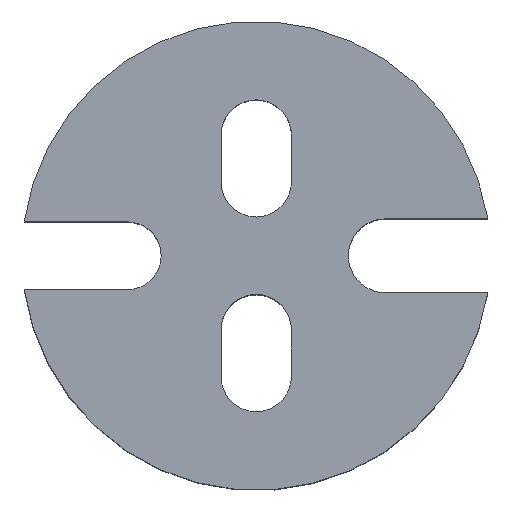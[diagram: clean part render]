
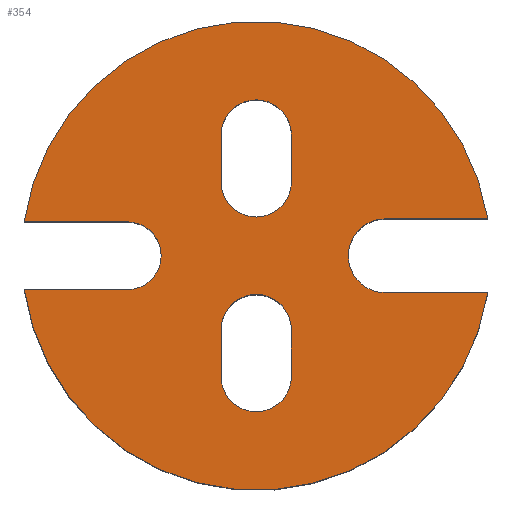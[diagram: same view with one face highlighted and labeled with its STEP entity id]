
A CAD part, top view. The second image highlights one B-rep face of the part: STEP entity #354.
In plain terms, the highlighted planar face has unit normal (0, 0, 1).
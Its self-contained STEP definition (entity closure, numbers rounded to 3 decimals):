
#21=FACE_BOUND('',#71,.T.);
#22=FACE_BOUND('',#72,.T.);
#32=PLANE('',#390);
#50=FACE_OUTER_BOUND('',#70,.T.);
#70=EDGE_LOOP('',(#313,#314,#315,#316,#317,#318,#319,#320));
#71=EDGE_LOOP('',(#321,#322,#323,#324));
#72=EDGE_LOOP('',(#325,#326,#327,#328));
#77=LINE('',#508,#109);
#80=LINE('',#517,#112);
#85=LINE('',#532,#117);
#88=LINE('',#541,#120);
#92=LINE('',#555,#124);
#96=LINE('',#567,#128);
#100=LINE('',#579,#132);
#104=LINE('',#589,#136);
#109=VECTOR('',#405,0.508);
#112=VECTOR('',#416,0.508);
#117=VECTOR('',#429,0.508);
#120=VECTOR('',#440,0.508);
#124=VECTOR('',#452,1.111);
#128=VECTOR('',#464,1.116);
#132=VECTOR('',#476,1.116);
#136=VECTOR('',#488,1.111);
#138=CIRCLE('',#359,0.381);
#140=CIRCLE('',#363,0.381);
#142=CIRCLE('',#367,0.381);
#144=CIRCLE('',#371,0.381);
#146=CIRCLE('',#375,0.4);
#148=CIRCLE('',#379,2.54);
#150=CIRCLE('',#383,0.367);
#152=CIRCLE('',#387,2.54);
#155=VERTEX_POINT('',#498);
#156=VERTEX_POINT('',#500);
#158=VERTEX_POINT('',#506);
#160=VERTEX_POINT('',#512);
#163=VERTEX_POINT('',#522);
#164=VERTEX_POINT('',#524);
#166=VERTEX_POINT('',#530);
#168=VERTEX_POINT('',#536);
#171=VERTEX_POINT('',#546);
#172=VERTEX_POINT('',#548);
#174=VERTEX_POINT('',#554);
#176=VERTEX_POINT('',#560);
#178=VERTEX_POINT('',#566);
#180=VERTEX_POINT('',#572);
#182=VERTEX_POINT('',#578);
#184=VERTEX_POINT('',#584);
#187=EDGE_CURVE('',#156,#155,#138,.T.);
#191=EDGE_CURVE('',#155,#158,#77,.T.);
#194=EDGE_CURVE('',#158,#160,#140,.T.);
#196=EDGE_CURVE('',#160,#156,#80,.T.);
#199=EDGE_CURVE('',#164,#163,#142,.T.);
#203=EDGE_CURVE('',#163,#166,#85,.T.);
#206=EDGE_CURVE('',#166,#168,#144,.T.);
#208=EDGE_CURVE('',#168,#164,#88,.T.);
#211=EDGE_CURVE('',#172,#171,#146,.T.);
#214=EDGE_CURVE('',#174,#172,#92,.T.);
#217=EDGE_CURVE('',#176,#174,#148,.T.);
#220=EDGE_CURVE('',#178,#176,#96,.T.);
#223=EDGE_CURVE('',#180,#178,#150,.T.);
#226=EDGE_CURVE('',#182,#180,#100,.T.);
#229=EDGE_CURVE('',#184,#182,#152,.T.);
#232=EDGE_CURVE('',#171,#184,#104,.T.);
#313=ORIENTED_EDGE('',*,*,#232,.T.);
#314=ORIENTED_EDGE('',*,*,#229,.T.);
#315=ORIENTED_EDGE('',*,*,#226,.T.);
#316=ORIENTED_EDGE('',*,*,#223,.T.);
#317=ORIENTED_EDGE('',*,*,#220,.T.);
#318=ORIENTED_EDGE('',*,*,#217,.T.);
#319=ORIENTED_EDGE('',*,*,#214,.T.);
#320=ORIENTED_EDGE('',*,*,#211,.T.);
#321=ORIENTED_EDGE('',*,*,#187,.T.);
#322=ORIENTED_EDGE('',*,*,#191,.T.);
#323=ORIENTED_EDGE('',*,*,#194,.T.);
#324=ORIENTED_EDGE('',*,*,#196,.T.);
#325=ORIENTED_EDGE('',*,*,#199,.T.);
#326=ORIENTED_EDGE('',*,*,#203,.T.);
#327=ORIENTED_EDGE('',*,*,#206,.T.);
#328=ORIENTED_EDGE('',*,*,#208,.T.);
#354=ADVANCED_FACE('',(#50,#21,#22),#32,.T.);
#359=AXIS2_PLACEMENT_3D('',#501,#398,#399);
#363=AXIS2_PLACEMENT_3D('',#514,#411,#412);
#367=AXIS2_PLACEMENT_3D('',#525,#422,#423);
#371=AXIS2_PLACEMENT_3D('',#538,#435,#436);
#375=AXIS2_PLACEMENT_3D('',#549,#446,#447);
#379=AXIS2_PLACEMENT_3D('',#561,#458,#459);
#383=AXIS2_PLACEMENT_3D('',#573,#470,#471);
#387=AXIS2_PLACEMENT_3D('',#585,#482,#483);
#390=AXIS2_PLACEMENT_3D('',#591,#491,#492);
#398=DIRECTION('center_axis',(0.,0.,-1.));
#399=DIRECTION('ref_axis',(1.,0.,0.));
#405=DIRECTION('',(0.,1.,0.));
#411=DIRECTION('center_axis',(0.,0.,-1.));
#412=DIRECTION('ref_axis',(-1.,0.,0.));
#416=DIRECTION('',(0.,-1.,0.));
#422=DIRECTION('center_axis',(0.,0.,-1.));
#423=DIRECTION('ref_axis',(1.,0.,0.));
#429=DIRECTION('',(0.,1.,0.));
#435=DIRECTION('center_axis',(0.,0.,-1.));
#436=DIRECTION('ref_axis',(-1.,0.,0.));
#440=DIRECTION('',(0.,-1.,0.));
#446=DIRECTION('center_axis',(0.,0.,-1.));
#447=DIRECTION('ref_axis',(0.,1.,0.));
#452=DIRECTION('',(-1.,0.,0.));
#458=DIRECTION('center_axis',(0.,0.,1.));
#459=DIRECTION('ref_axis',(0.987,-0.158,0.));
#464=DIRECTION('',(-1.,0.,0.));
#470=DIRECTION('center_axis',(0.,0.,-1.));
#471=DIRECTION('ref_axis',(0.,-1.,0.));
#476=DIRECTION('',(1.,0.,0.));
#482=DIRECTION('center_axis',(0.,0.,1.));
#483=DIRECTION('ref_axis',(-0.99,0.144,0.));
#488=DIRECTION('',(1.,0.,0.));
#491=DIRECTION('center_axis',(0.,0.,1.));
#492=DIRECTION('ref_axis',(1.,0.,0.));
#498=CARTESIAN_POINT('',(-0.381,0.8,2.79));
#500=CARTESIAN_POINT('',(0.381,0.8,2.79));
#501=CARTESIAN_POINT('Origin',(0.,0.8,2.79));
#506=CARTESIAN_POINT('',(-0.381,1.308,2.79));
#508=CARTESIAN_POINT('',(-0.381,0.654,2.79));
#512=CARTESIAN_POINT('',(0.381,1.308,2.79));
#514=CARTESIAN_POINT('Origin',(0.,1.308,2.79));
#517=CARTESIAN_POINT('',(0.381,0.4,2.79));
#522=CARTESIAN_POINT('',(-0.381,-1.308,2.79));
#524=CARTESIAN_POINT('',(0.381,-1.308,2.79));
#525=CARTESIAN_POINT('Origin',(0.,-1.308,2.79));
#530=CARTESIAN_POINT('',(-0.381,-0.8,2.79));
#532=CARTESIAN_POINT('',(-0.381,-0.4,2.79));
#536=CARTESIAN_POINT('',(0.381,-0.8,2.79));
#538=CARTESIAN_POINT('Origin',(0.,-0.8,
2.79));
#541=CARTESIAN_POINT('',(0.381,-0.654,2.79));
#546=CARTESIAN_POINT('',(1.397,0.4,2.79));
#548=CARTESIAN_POINT('',(1.397,-0.4,2.79));
#549=CARTESIAN_POINT('Origin',(1.397,0.,2.79));
#554=CARTESIAN_POINT('',(2.508,-0.4,2.79));
#555=CARTESIAN_POINT('',(1.397,-0.4,2.79));
#560=CARTESIAN_POINT('',(-2.513,-0.367,2.79));
#561=CARTESIAN_POINT('Origin',(0.,0.,
2.79));
#566=CARTESIAN_POINT('',(-1.397,-0.367,2.79));
#567=CARTESIAN_POINT('',(-2.513,-0.367,2.79));
#572=CARTESIAN_POINT('',(-1.397,0.367,2.79));
#573=CARTESIAN_POINT('Origin',(-1.397,0.,
2.79));
#578=CARTESIAN_POINT('',(-2.513,0.367,2.79));
#579=CARTESIAN_POINT('',(-1.397,0.367,2.79));
#584=CARTESIAN_POINT('',(2.508,0.4,2.79));
#585=CARTESIAN_POINT('Origin',(0.,0.,
2.79));
#589=CARTESIAN_POINT('',(2.508,0.4,2.79));
#591=CARTESIAN_POINT('Origin',(-0.005,0.,
2.79));
